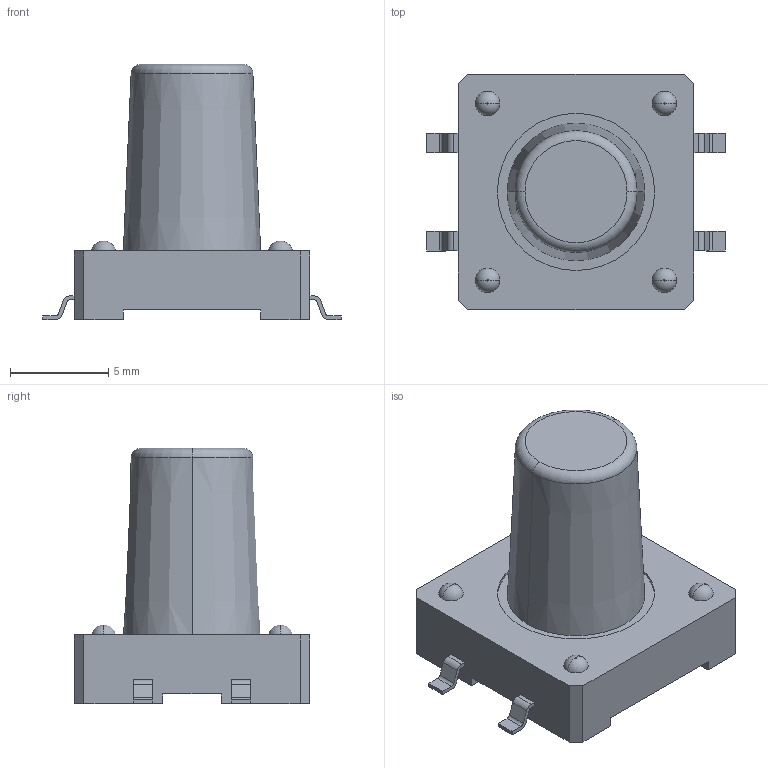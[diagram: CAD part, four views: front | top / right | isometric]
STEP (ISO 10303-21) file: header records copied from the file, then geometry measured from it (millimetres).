
FILE_DESCRIPTION (( 'STEP AP214' ), '1' );
FILE_NAME ('TS16-1212-95-BK-260-SMT-TR.STEP', '2023-01-17T02:22:06', ( '' ), ( '' ), 'SwSTEP 2.0', 'SolidWorks 2022', '' );
FILE_SCHEMA (( 'AUTOMOTIVE_DESIGN' ));
Length unit declared in the file: millimetre
Products named in the file (1): TS16-1212-95-BK-260-SMT-TR
Bounding box: 15.2 x 12 x 13 mm (x, y, z)
Volume: 776.1 mm3; surface area: 758.7 mm2
Topology: 10 solids, 10 shells, 103 faces, 244 edges, 162 vertices
Faces by surface type: plane 73, cylinder 18, torus 10, cone 2
Entity records: 4196 total; most frequent: DIRECTION 520, CARTESIAN_POINT 510, ORIENTED_EDGE 488, EDGE_CURVE 244, VECTOR 176, LINE 176, AXIS2_PLACEMENT_3D 172, VERTEX_POINT 162
